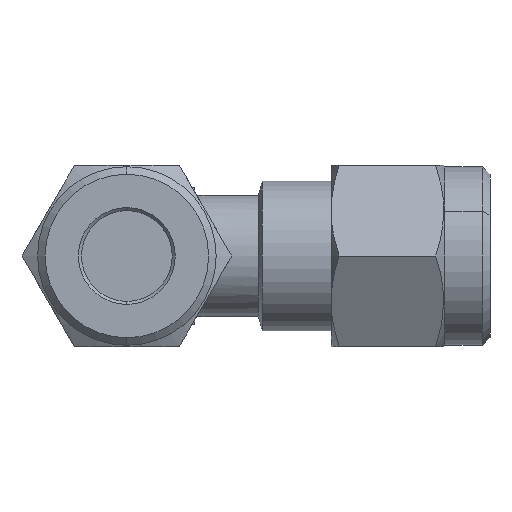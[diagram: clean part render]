
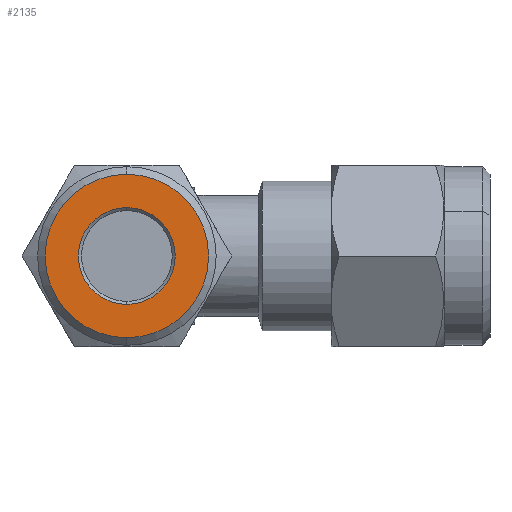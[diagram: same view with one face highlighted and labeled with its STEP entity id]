
A CAD part, left-side view. The second image highlights one B-rep face of the part: STEP entity #2135.
In plain terms, the highlighted planar face has unit normal (-1, 0, 0).
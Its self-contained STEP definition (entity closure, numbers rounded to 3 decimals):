
#143 = ORIENTED_EDGE ( 'NONE', *, *, #624, .T. ) ;
#144 = ORIENTED_EDGE ( 'NONE', *, *, #655, .T. ) ;
#145 = ORIENTED_EDGE ( 'NONE', *, *, #661, .T. ) ;
#146 = ORIENTED_EDGE ( 'NONE', *, *, #623, .T. ) ;
#277 = EDGE_LOOP ( 'NONE', ( #144, #143 ) ) ;
#278 = EDGE_LOOP ( 'NONE', ( #146, #145 ) ) ;
#623 = EDGE_CURVE ( 'NONE', #2850, #2853, #2548, .T. ) ;
#624 = EDGE_CURVE ( 'NONE', #2846, #2848, #2549, .T. ) ;
#655 = EDGE_CURVE ( 'NONE', #2848, #2846, #2576, .T. ) ;
#661 = EDGE_CURVE ( 'NONE', #2853, #2850, #2584, .T. ) ;
#705 = AXIS2_PLACEMENT_3D ( 'NONE', #2237, #2238, #2239 ) ;
#706 = AXIS2_PLACEMENT_3D ( 'NONE', #2242, #2243, #2244 ) ;
#716 = AXIS2_PLACEMENT_3D ( 'NONE', #1662, #1663, #1664 ) ;
#719 = AXIS2_PLACEMENT_3D ( 'NONE', #1677, #1678, #1679 ) ;
#855 = DIRECTION ( 'NONE',  ( -1., 0., 0. ) ) ;
#856 = CARTESIAN_POINT ( 'NONE',  ( -23., 28.4, 0. ) ) ;
#858 = PLANE ( 'NONE',  #1094 ) ;
#860 = DIRECTION ( 'NONE',  ( 0., 0., 1. ) ) ;
#1094 = AXIS2_PLACEMENT_3D ( 'NONE', #856, #855, #860 ) ;
#1206 = FACE_OUTER_BOUND ( 'NONE', #278, .T. ) ;
#1208 = FACE_BOUND ( 'NONE', #277, .T. ) ;
#1662 = CARTESIAN_POINT ( 'NONE',  ( -23., 22.5, 0. ) ) ;
#1663 = DIRECTION ( 'NONE',  ( 1., 0., 0. ) ) ;
#1664 = DIRECTION ( 'NONE',  ( 0., 0., -1. ) ) ;
#1677 = CARTESIAN_POINT ( 'NONE',  ( -23., 22.5, 0. ) ) ;
#1678 = DIRECTION ( 'NONE',  ( -1., 0., 0. ) ) ;
#1679 = DIRECTION ( 'NONE',  ( 0., 0., 1. ) ) ;
#1897 = CARTESIAN_POINT ( 'NONE',  ( -23., 22.5, -3.2 ) ) ;
#1898 = CARTESIAN_POINT ( 'NONE',  ( -23., 22.5, 3.2 ) ) ;
#1900 = CARTESIAN_POINT ( 'NONE',  ( -23., 22.5, -5.4 ) ) ;
#1902 = CARTESIAN_POINT ( 'NONE',  ( -23., 22.5, 5.4 ) ) ;
#2135 = ADVANCED_FACE ( 'NONE', ( #1206, #1208 ), #858, .T. ) ;
#2237 = CARTESIAN_POINT ( 'NONE',  ( -23., 22.5, 0. ) ) ;
#2238 = DIRECTION ( 'NONE',  ( -1., 0., 0. ) ) ;
#2239 = DIRECTION ( 'NONE',  ( 0., 0., 1. ) ) ;
#2242 = CARTESIAN_POINT ( 'NONE',  ( -23., 22.5, 0. ) ) ;
#2243 = DIRECTION ( 'NONE',  ( 1., 0., 0. ) ) ;
#2244 = DIRECTION ( 'NONE',  ( 0., 0., -1. ) ) ;
#2548 = CIRCLE ( 'NONE', #705, 5.4 ) ;
#2549 = CIRCLE ( 'NONE', #706, 3.2 ) ;
#2576 = CIRCLE ( 'NONE', #716, 3.2 ) ;
#2584 = CIRCLE ( 'NONE', #719, 5.4 ) ;
#2846 = VERTEX_POINT ( 'NONE', #1897 ) ;
#2848 = VERTEX_POINT ( 'NONE', #1898 ) ;
#2850 = VERTEX_POINT ( 'NONE', #1900 ) ;
#2853 = VERTEX_POINT ( 'NONE', #1902 ) ;
